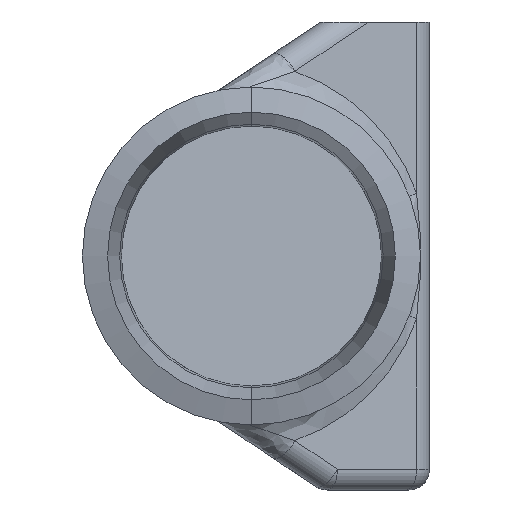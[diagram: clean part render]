
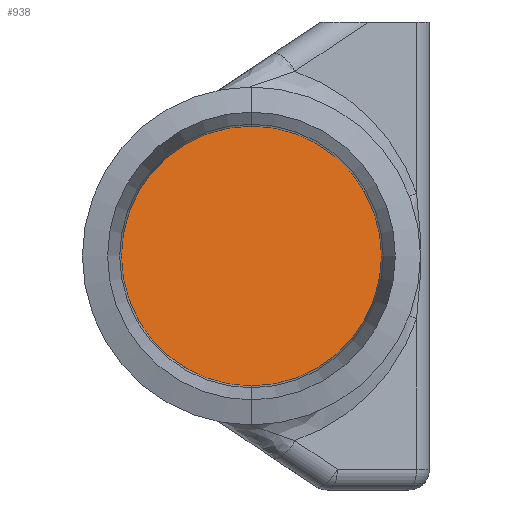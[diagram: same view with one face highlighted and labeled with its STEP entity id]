
A CAD part, left-side view. The second image highlights one B-rep face of the part: STEP entity #938.
In plain terms, the highlighted planar face has unit normal (-0.866, -0.5, 0).
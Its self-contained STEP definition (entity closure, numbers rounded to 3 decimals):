
#77 = CARTESIAN_POINT ( 'NONE',  ( 37.109, -10., -5. ) ) ;
#102 =( BOUNDED_CURVE ( )  B_SPLINE_CURVE ( 3, ( #196, #956, #985, #1109 ),
 .UNSPECIFIED., .F., .T. ) 
 B_SPLINE_CURVE_WITH_KNOTS ( ( 4, 4 ),
 ( 4.712, 7.854 ),
 .UNSPECIFIED. ) 
 CURVE ( )  GEOMETRIC_REPRESENTATION_ITEM ( )  RATIONAL_B_SPLINE_CURVE ( ( 1., 0.333, 0.333, 1. ) ) 
 REPRESENTATION_ITEM ( '' )  );
#107 = DIRECTION ( 'NONE',  ( 0.5, -0.866, 0. ) ) ;
#177 = ORIENTED_EDGE ( 'NONE', *, *, #788, .T. ) ;
#196 = CARTESIAN_POINT ( 'NONE',  ( 31.336, 0., 5. ) ) ;
#442 = EDGE_CURVE ( 'NONE', #511, #1397, #102, .T. ) ;
#511 = VERTEX_POINT ( 'NONE', #813 ) ;
#518 = CARTESIAN_POINT ( 'NONE',  ( 31.336, 0., 5. ) ) ;
#694 = DIRECTION ( 'NONE',  ( -0.866, -0.5, 0. ) ) ;
#788 = EDGE_CURVE ( 'NONE', #1397, #511, #1235, .T. ) ;
#813 = CARTESIAN_POINT ( 'NONE',  ( 31.336, 0., 5. ) ) ;
#938 = ADVANCED_FACE ( 'NONE', ( #1756 ), #1160, .T. ) ;
#956 = CARTESIAN_POINT ( 'NONE',  ( 25.562, 10., 5. ) ) ;
#985 = CARTESIAN_POINT ( 'NONE',  ( 25.562, 10., -5. ) ) ;
#993 = EDGE_LOOP ( 'NONE', ( #1311, #177 ) ) ;
#1109 = CARTESIAN_POINT ( 'NONE',  ( 31.336, 0., -5. ) ) ;
#1160 = PLANE ( 'NONE',  #1602 ) ;
#1235 =( BOUNDED_CURVE ( )  B_SPLINE_CURVE ( 3, ( #1700, #77, #1863, #518 ),
 .UNSPECIFIED., .F., .T. ) 
 B_SPLINE_CURVE_WITH_KNOTS ( ( 4, 4 ),
 ( 1.571, 4.712 ),
 .UNSPECIFIED. ) 
 CURVE ( )  GEOMETRIC_REPRESENTATION_ITEM ( )  RATIONAL_B_SPLINE_CURVE ( ( 1., 0.333, 0.333, 1. ) ) 
 REPRESENTATION_ITEM ( '' )  );
#1311 = ORIENTED_EDGE ( 'NONE', *, *, #442, .T. ) ;
#1397 = VERTEX_POINT ( 'NONE', #1595 ) ;
#1443 = CARTESIAN_POINT ( 'NONE',  ( 35.291, -6.85, -24.448 ) ) ;
#1595 = CARTESIAN_POINT ( 'NONE',  ( 31.336, 0., -5. ) ) ;
#1602 = AXIS2_PLACEMENT_3D ( 'NONE', #1443, #694, #107 ) ;
#1700 = CARTESIAN_POINT ( 'NONE',  ( 31.336, 0., -5. ) ) ;
#1756 = FACE_OUTER_BOUND ( 'NONE', #993, .T. ) ;
#1863 = CARTESIAN_POINT ( 'NONE',  ( 37.109, -10., 5. ) ) ;
